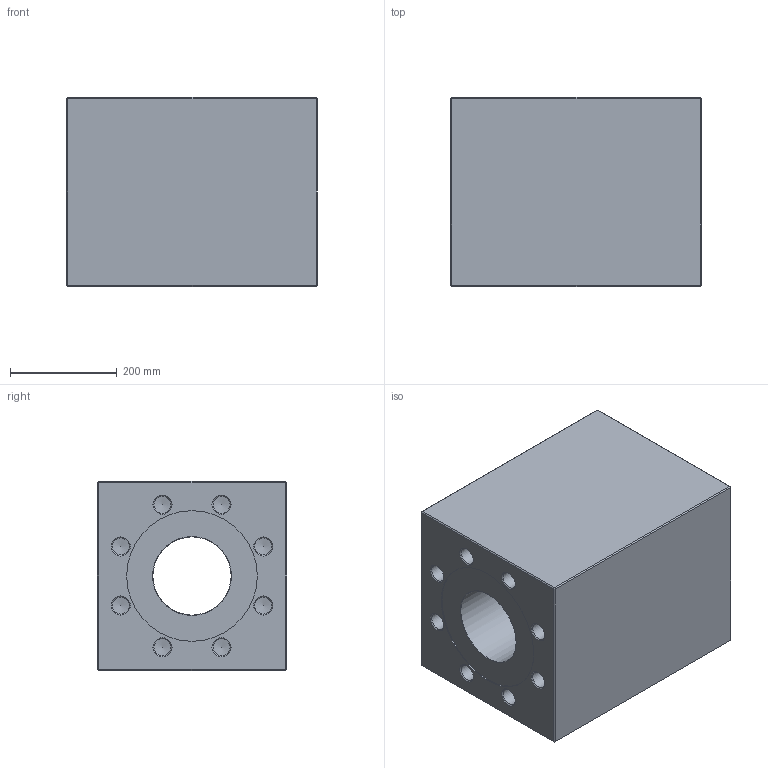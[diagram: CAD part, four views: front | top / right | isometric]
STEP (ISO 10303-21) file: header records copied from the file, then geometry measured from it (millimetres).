
FILE_DESCRIPTION(/* description */ (''),/* implementation_level */ '2;1');
FILE_NAME(/* name */ 'X-FV150-4.stp',/* time_stamp */ '2025-01-15T13:23:59+01:00',/* author */ (''),/* organization */ (''),/* preprocessor_version */ 'ST-DEVELOPER v16',/* originating_system */ 'SIEMENS PLM Software NX 10.0',/* authorisation */ '');
FILE_SCHEMA (('AP203_CONFIGURATION_CONTROLLED_3D_DESIGN_OF_MECHANICAL_PARTS_AND_ASSEMBLIES_MIM_LF { 1 0 10303 403 2 1 2}'));
Length unit declared in the file: millimetre
Products named in the file (1): nwer36809CEC4pqb
Bounding box: 470 x 355 x 355 mm (x, y, z)
Volume: 47890437.3 mm3; surface area: 1267161.3 mm2
Topology: 1 solids, 1 shells, 113 faces, 280 edges, 171 vertices
Faces by surface type: cone 53, cylinder 31, plane 29
Full cylindrical faces by diameter (mm): 32 x24, 147 x2, 245.185 x3
Entity records: 2598 total; most frequent: DIRECTION 460, CARTESIAN_POINT 402, ORIENTED_EDGE 284, AXIS2_PLACEMENT_3D 206, EDGE_LOOP 202, FACE_BOUND 201, EDGE_CURVE 142, VERTEX_POINT 140
